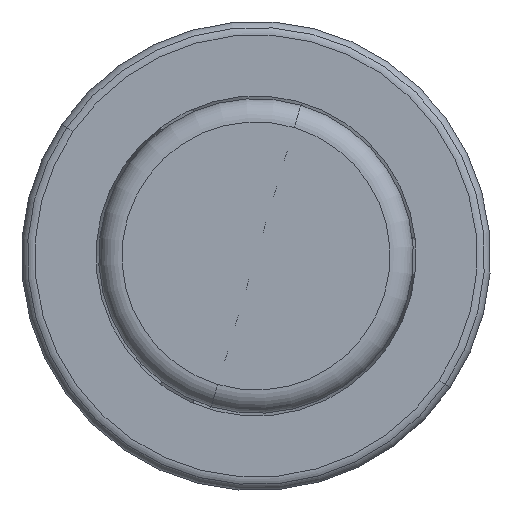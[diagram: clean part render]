
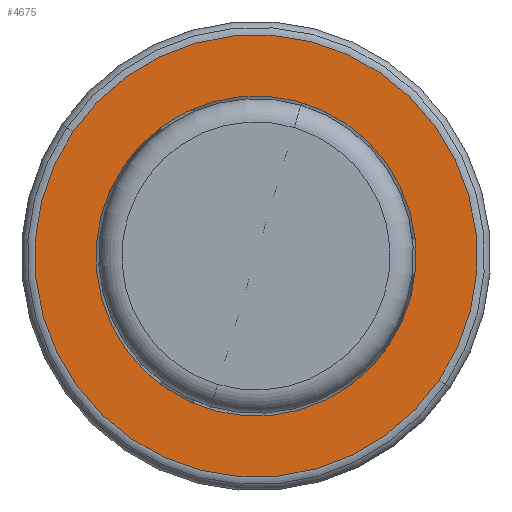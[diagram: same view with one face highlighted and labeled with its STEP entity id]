
A CAD part, left-side view. The second image highlights one B-rep face of the part: STEP entity #4675.
In plain terms, the highlighted face is planar.
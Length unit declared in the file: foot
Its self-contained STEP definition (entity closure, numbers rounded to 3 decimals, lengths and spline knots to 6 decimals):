
#56 = AXIS2_PLACEMENT_3D ( 'NONE', #5369, #4973, #2485 ) ;
#214 = CARTESIAN_POINT ( 'NONE',  ( 0., 0.008, 0. ) ) ;
#237 = ORIENTED_EDGE ( 'NONE', *, *, #3930, .T. ) ;
#307 = EDGE_LOOP ( 'NONE', ( #3600, #2111 ) ) ;
#447 = CARTESIAN_POINT ( 'NONE',  ( 0., 0.008, 0.017917 ) ) ;
#650 = FACE_OUTER_BOUND ( 'NONE', #307, .T. ) ;
#664 = DIRECTION ( 'NONE',  ( 0., 0., -1. ) ) ;
#1032 = AXIS2_PLACEMENT_3D ( 'NONE', #4895, #4867, #4537 ) ;
#1045 = FACE_BOUND ( 'NONE', #3816, .T. ) ;
#1257 = CIRCLE ( 'NONE', #1563, 0.017917 ) ;
#1427 = DIRECTION ( 'NONE',  ( 0., -1., 0. ) ) ;
#1563 = AXIS2_PLACEMENT_3D ( 'NONE', #214, #3193, #664 ) ;
#1617 = CARTESIAN_POINT ( 'NONE',  ( 0., 0.008, -0.02475 ) ) ;
#1699 = VERTEX_POINT ( 'NONE', #447 ) ;
#1777 = AXIS2_PLACEMENT_3D ( 'NONE', #3919, #1427, #4321 ) ;
#1859 = EDGE_CURVE ( 'NONE', #2742, #2453, #4599, .T. ) ;
#1949 = EDGE_CURVE ( 'NONE', #4517, #1699, #3125, .T. ) ;
#2058 = PLANE ( 'NONE',  #56 ) ;
#2111 = ORIENTED_EDGE ( 'NONE', *, *, #1859, .F. ) ;
#2316 = ORIENTED_EDGE ( 'NONE', *, *, #1949, .T. ) ;
#2339 = CARTESIAN_POINT ( 'NONE',  ( 0., 0.008, -0.017917 ) ) ;
#2453 = VERTEX_POINT ( 'NONE', #1617 ) ;
#2485 = DIRECTION ( 'NONE',  ( 0., 0., 1. ) ) ;
#2742 = VERTEX_POINT ( 'NONE', #4881 ) ;
#3125 = CIRCLE ( 'NONE', #1032, 0.017917 ) ;
#3193 = DIRECTION ( 'NONE',  ( 0., -1., 0. ) ) ;
#3600 = ORIENTED_EDGE ( 'NONE', *, *, #4902, .F. ) ;
#3816 = EDGE_LOOP ( 'NONE', ( #2316, #237 ) ) ;
#3919 = CARTESIAN_POINT ( 'NONE',  ( 0., 0.008, 0. ) ) ;
#3930 = EDGE_CURVE ( 'NONE', #1699, #4517, #1257, .T. ) ;
#4304 = CIRCLE ( 'NONE', #1777, 0.02475 ) ;
#4321 = DIRECTION ( 'NONE',  ( 0., 0., -1. ) ) ;
#4461 = DIRECTION ( 'NONE',  ( 0., 0., -1. ) ) ;
#4482 = AXIS2_PLACEMENT_3D ( 'NONE', #4849, #4518, #4461 ) ;
#4517 = VERTEX_POINT ( 'NONE', #2339 ) ;
#4518 = DIRECTION ( 'NONE',  ( 0., -1., 0. ) ) ;
#4537 = DIRECTION ( 'NONE',  ( 0., 0., -1. ) ) ;
#4599 = CIRCLE ( 'NONE', #4482, 0.02475 ) ;
#4675 = ADVANCED_FACE ( 'NONE', ( #1045, #650 ), #2058, .T. ) ;
#4849 = CARTESIAN_POINT ( 'NONE',  ( 0., 0.008, 0. ) ) ;
#4867 = DIRECTION ( 'NONE',  ( 0., -1., 0. ) ) ;
#4881 = CARTESIAN_POINT ( 'NONE',  ( 0., 0.008, 0.02475 ) ) ;
#4895 = CARTESIAN_POINT ( 'NONE',  ( 0., 0.008, 0. ) ) ;
#4902 = EDGE_CURVE ( 'NONE', #2453, #2742, #4304, .T. ) ;
#4973 = DIRECTION ( 'NONE',  ( 0., 1., 0. ) ) ;
#5369 = CARTESIAN_POINT ( 'NONE',  ( 0.017917, 0.008, 0. ) ) ;
